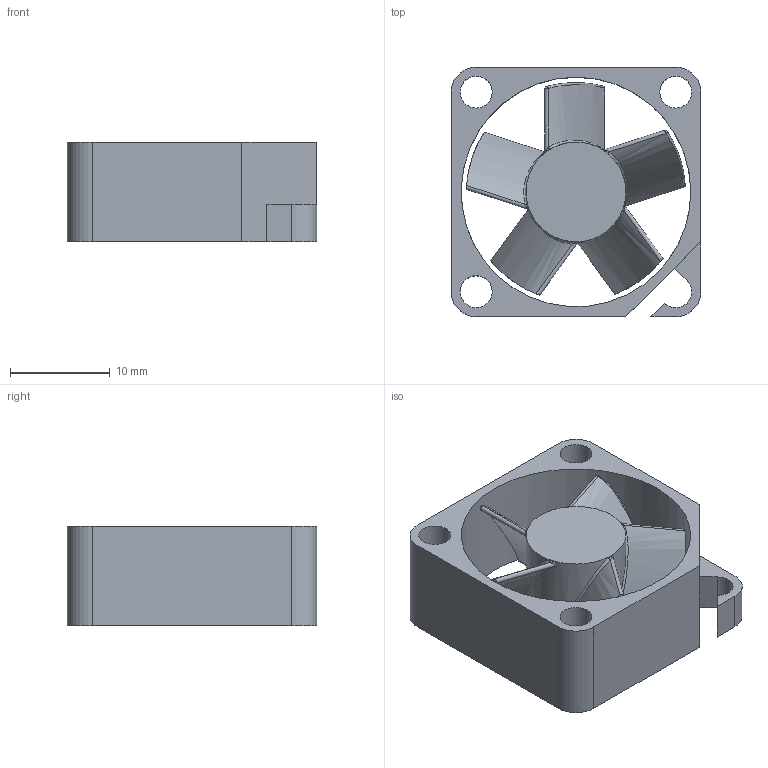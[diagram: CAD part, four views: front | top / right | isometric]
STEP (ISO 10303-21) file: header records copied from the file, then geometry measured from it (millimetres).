
FILE_DESCRIPTION (( 'STEP AP214' ), '1' );
FILE_NAME ('25MM SUNON FAN .STEP', '2022-12-30T17:07:00', ( '' ), ( '' ), 'SwSTEP 2.0', 'SolidWorks 2018', '' );
FILE_SCHEMA (( 'AUTOMOTIVE_DESIGN' ));
Length unit declared in the file: millimetre
Products named in the file (1): 25MM SUNON FAN  
Bounding box: 25 x 25 x 10 mm (x, y, z)
Volume: 2532.5 mm3; surface area: 3502.9 mm2
Topology: 2 solids, 2 shells, 105 faces, 262 edges, 162 vertices
Faces by surface type: bspline 48, plane 31, cylinder 26
Full cylindrical faces by diameter (mm): 3.2 x3, 10 x1, 23 x1
Entity records: 5289 total; most frequent: CARTESIAN_POINT 2902, ORIENTED_EDGE 504, DIRECTION 351, EDGE_CURVE 252, VERTEX_POINT 158, AXIS2_PLACEMENT_3D 125, EDGE_LOOP 118, FACE_OUTER_BOUND 109
